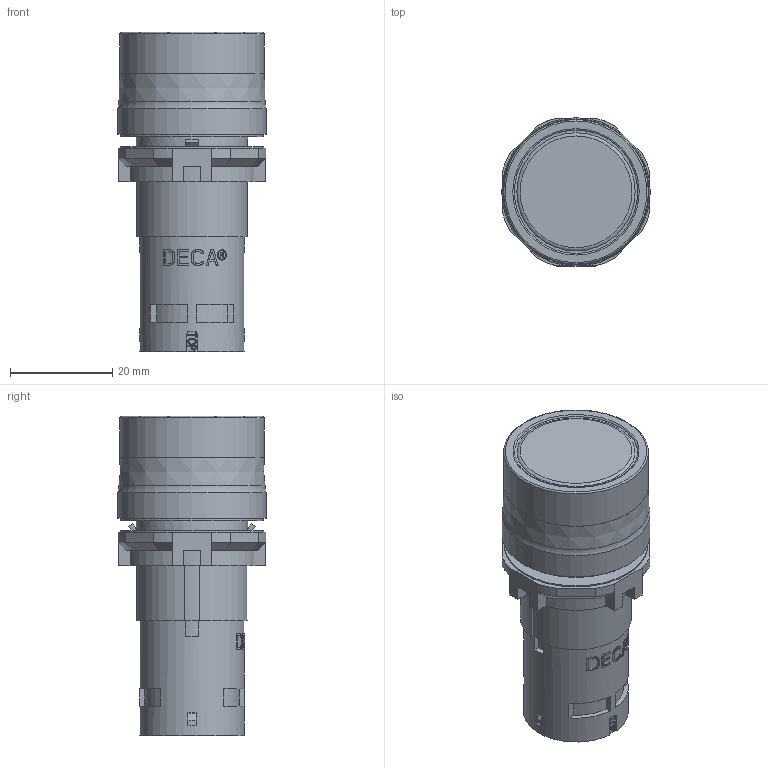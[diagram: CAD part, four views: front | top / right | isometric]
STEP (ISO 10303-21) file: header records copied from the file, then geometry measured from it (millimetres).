
FILE_DESCRIPTION( ( 'STEP AP214' ), '1' );
FILE_NAME( 'C24L-MF2E01Qxx-Solid3D-20191201.stp', '2020-02-12T01:32:56', ( ' ' ), ( ' ' ), 'XStep 1.0', ' ', ' ' );
FILE_SCHEMA( ( 'CONFIG_CONTROL_DESIGN) ( )' ) );
Length unit declared in the file: metre
Products named in the file (1): C22E01QxP-20200211(NC)_
Bounding box: 29 x 29 x 62.4 mm (x, y, z)
Volume: 28694.1 mm3; surface area: 7215.8 mm2
Topology: 1 solids, 1 shells, 512 faces, 1367 edges, 906 vertices
Faces by surface type: plane 375, cylinder 81, extrusion 33, cone 13, bspline 6, torus 4
Full cylindrical faces by diameter (mm): 20.5 x1, 21.72 x1, 27.8 x1, 28 x1, 28.3 x1, 29 x1
Entity records: 20509 total; most frequent: CARTESIAN_POINT 3751, ORIENTED_EDGE 2686, DIRECTION 2495, EDGE_CURVE 1343, VERTEX_POINT 897, VECTOR 843, AXIS2_PLACEMENT_3D 826, LINE 810
